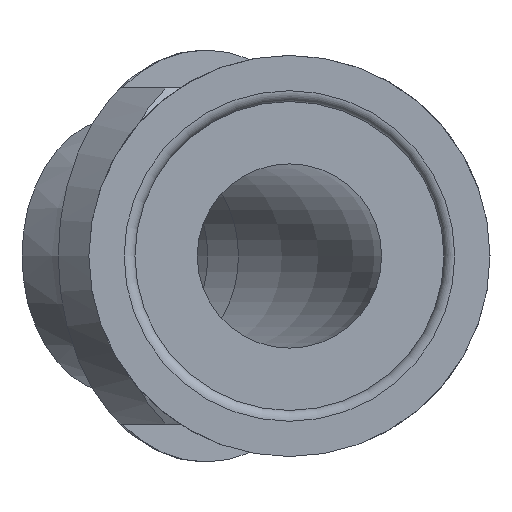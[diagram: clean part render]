
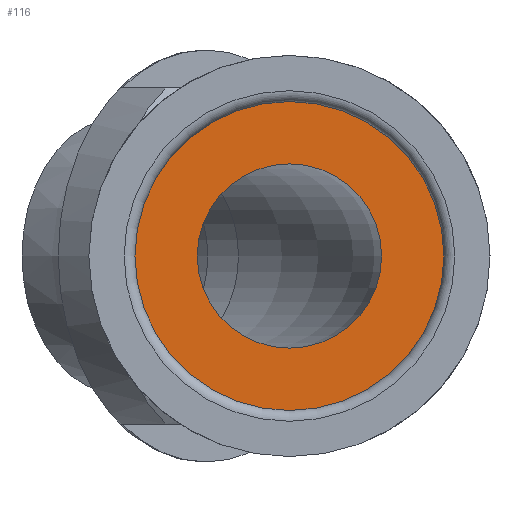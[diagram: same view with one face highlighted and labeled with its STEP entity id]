
A CAD part, left-side view. The second image highlights one B-rep face of the part: STEP entity #116.
In plain terms, the highlighted planar face has unit normal (-1, 0, 0).
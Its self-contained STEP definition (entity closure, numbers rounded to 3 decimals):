
#116 = ADVANCED_FACE( '', ( #236, #237 ), #238, .T. );
#236 = FACE_BOUND( '', #392, .T. );
#237 = FACE_OUTER_BOUND( '', #393, .T. );
#238 = PLANE( '', #394 );
#392 = EDGE_LOOP( '', ( #775 ) );
#393 = EDGE_LOOP( '', ( #776 ) );
#394 = AXIS2_PLACEMENT_3D( '', #777, #778, #779 );
#775 = ORIENTED_EDGE( '', *, *, #1047, .T. );
#776 = ORIENTED_EDGE( '', *, *, #1044, .F. );
#777 = CARTESIAN_POINT( '', ( 28., 14.25, 0. ) );
#778 = DIRECTION( '', ( -1., 0., 0. ) );
#779 = DIRECTION( '', ( 0., 0., 1. ) );
#1044 = EDGE_CURVE( '', #1268, #1268, #1269, .T. );
#1047 = EDGE_CURVE( '', #1274, #1274, #1275, .T. );
#1268 = VERTEX_POINT( '', #1922 );
#1269 = CIRCLE( '', #1923, 14.25 );
#1274 = VERTEX_POINT( '', #1928 );
#1275 = CIRCLE( '', #1929, 8.5 );
#1922 = CARTESIAN_POINT( '', ( 28., 0., -14.25 ) );
#1923 = AXIS2_PLACEMENT_3D( '', #2091, #2092, #2093 );
#1928 = CARTESIAN_POINT( '', ( 28., 0., -8.5 ) );
#1929 = AXIS2_PLACEMENT_3D( '', #2100, #2101, #2102 );
#2091 = CARTESIAN_POINT( '', ( 28., 0., 0. ) );
#2092 = DIRECTION( '', ( 1., 0., 0. ) );
#2093 = DIRECTION( '', ( 0., 0., -1. ) );
#2100 = CARTESIAN_POINT( '', ( 28., 0., 0. ) );
#2101 = DIRECTION( '', ( 1., 0., 0. ) );
#2102 = DIRECTION( '', ( 0., 0., -1. ) );
